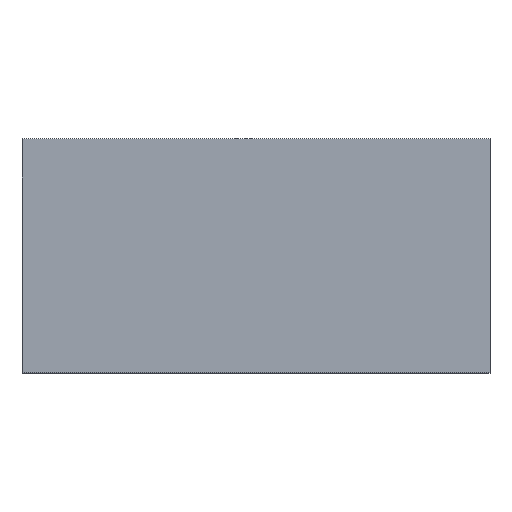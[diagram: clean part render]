
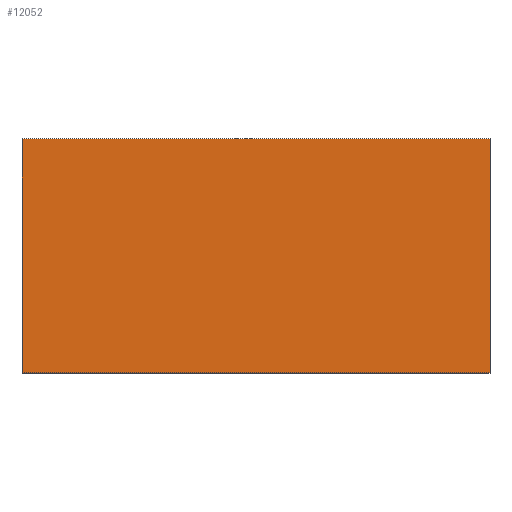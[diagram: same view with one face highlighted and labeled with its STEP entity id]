
A CAD part, top view. The second image highlights one B-rep face of the part: STEP entity #12052.
In plain terms, the highlighted planar face has unit normal (0, 0, 1).
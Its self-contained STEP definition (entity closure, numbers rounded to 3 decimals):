
#11484 = PLANE('',#11485);
#11485 = AXIS2_PLACEMENT_3D('',#11486,#11487,#11488);
#11486 = CARTESIAN_POINT('',(0.5,-0.25,0.22));
#11487 = DIRECTION('',(-1.,0.,0.));
#11488 = DIRECTION('',(0.,0.,1.));
#11509 = VERTEX_POINT('',#11510);
#11510 = CARTESIAN_POINT('',(0.5,0.25,0.22));
#11524 = PLANE('',#11525);
#11525 = AXIS2_PLACEMENT_3D('',#11526,#11527,#11528);
#11526 = CARTESIAN_POINT('',(0.5,0.25,0.22));
#11527 = DIRECTION('',(0.,-1.,0.));
#11528 = DIRECTION('',(0.,0.,-1.));
#11536 = EDGE_CURVE('',#11537,#11509,#11539,.T.);
#11537 = VERTEX_POINT('',#11538);
#11538 = CARTESIAN_POINT('',(0.5,-0.25,0.22));
#11539 = SURFACE_CURVE('',#11540,(#11544,#11551),.PCURVE_S1.);
#11540 = LINE('',#11541,#11542);
#11541 = CARTESIAN_POINT('',(0.5,-0.25,0.22));
#11542 = VECTOR('',#11543,1.);
#11543 = DIRECTION('',(0.,1.,0.));
#11544 = PCURVE('',#11484,#11545);
#11545 = DEFINITIONAL_REPRESENTATION('',(#11546),#11550);
#11546 = LINE('',#11547,#11548);
#11547 = CARTESIAN_POINT('',(0.,0.));
#11548 = VECTOR('',#11549,1.);
#11549 = DIRECTION('',(0.,1.));
#11550 = ( GEOMETRIC_REPRESENTATION_CONTEXT(2) 
PARAMETRIC_REPRESENTATION_CONTEXT() REPRESENTATION_CONTEXT('2D SPACE',''
  ) );
#11551 = PCURVE('',#11552,#11557);
#11552 = PLANE('',#11553);
#11553 = AXIS2_PLACEMENT_3D('',#11554,#11555,#11556);
#11554 = CARTESIAN_POINT('',(0.,0.,0.22));
#11555 = DIRECTION('',(0.,0.,1.));
#11556 = DIRECTION('',(1.,0.,-0.));
#11557 = DEFINITIONAL_REPRESENTATION('',(#11558),#11562);
#11558 = LINE('',#11559,#11560);
#11559 = CARTESIAN_POINT('',(0.5,-0.25));
#11560 = VECTOR('',#11561,1.);
#11561 = DIRECTION('',(0.,1.));
#11562 = ( GEOMETRIC_REPRESENTATION_CONTEXT(2) 
PARAMETRIC_REPRESENTATION_CONTEXT() REPRESENTATION_CONTEXT('2D SPACE',''
  ) );
#11578 = PLANE('',#11579);
#11579 = AXIS2_PLACEMENT_3D('',#11580,#11581,#11582);
#11580 = CARTESIAN_POINT('',(-0.5,-0.25,0.22));
#11581 = DIRECTION('',(0.,1.,0.));
#11582 = DIRECTION('',(0.,-0.,1.));
#11617 = VERTEX_POINT('',#11618);
#11618 = CARTESIAN_POINT('',(-0.5,0.25,0.22));
#11632 = PLANE('',#11633);
#11633 = AXIS2_PLACEMENT_3D('',#11634,#11635,#11636);
#11634 = CARTESIAN_POINT('',(-0.5,0.25,0.22));
#11635 = DIRECTION('',(1.,0.,0.));
#11636 = DIRECTION('',(0.,0.,-1.));
#11644 = EDGE_CURVE('',#11509,#11617,#11645,.T.);
#11645 = SURFACE_CURVE('',#11646,(#11650,#11657),.PCURVE_S1.);
#11646 = LINE('',#11647,#11648);
#11647 = CARTESIAN_POINT('',(0.5,0.25,0.22));
#11648 = VECTOR('',#11649,1.);
#11649 = DIRECTION('',(-1.,0.,0.));
#11650 = PCURVE('',#11524,#11651);
#11651 = DEFINITIONAL_REPRESENTATION('',(#11652),#11656);
#11652 = LINE('',#11653,#11654);
#11653 = CARTESIAN_POINT('',(0.,0.));
#11654 = VECTOR('',#11655,1.);
#11655 = DIRECTION('',(0.,-1.));
#11656 = ( GEOMETRIC_REPRESENTATION_CONTEXT(2) 
PARAMETRIC_REPRESENTATION_CONTEXT() REPRESENTATION_CONTEXT('2D SPACE',''
  ) );
#11657 = PCURVE('',#11552,#11658);
#11658 = DEFINITIONAL_REPRESENTATION('',(#11659),#11663);
#11659 = LINE('',#11660,#11661);
#11660 = CARTESIAN_POINT('',(0.5,0.25));
#11661 = VECTOR('',#11662,1.);
#11662 = DIRECTION('',(-1.,0.));
#11663 = ( GEOMETRIC_REPRESENTATION_CONTEXT(2) 
PARAMETRIC_REPRESENTATION_CONTEXT() REPRESENTATION_CONTEXT('2D SPACE',''
  ) );
#11693 = EDGE_CURVE('',#11694,#11537,#11696,.T.);
#11694 = VERTEX_POINT('',#11695);
#11695 = CARTESIAN_POINT('',(-0.5,-0.25,0.22));
#11696 = SURFACE_CURVE('',#11697,(#11701,#11708),.PCURVE_S1.);
#11697 = LINE('',#11698,#11699);
#11698 = CARTESIAN_POINT('',(-0.5,-0.25,0.22));
#11699 = VECTOR('',#11700,1.);
#11700 = DIRECTION('',(1.,0.,0.));
#11701 = PCURVE('',#11578,#11702);
#11702 = DEFINITIONAL_REPRESENTATION('',(#11703),#11707);
#11703 = LINE('',#11704,#11705);
#11704 = CARTESIAN_POINT('',(0.,0.));
#11705 = VECTOR('',#11706,1.);
#11706 = DIRECTION('',(0.,1.));
#11707 = ( GEOMETRIC_REPRESENTATION_CONTEXT(2) 
PARAMETRIC_REPRESENTATION_CONTEXT() REPRESENTATION_CONTEXT('2D SPACE',''
  ) );
#11708 = PCURVE('',#11552,#11709);
#11709 = DEFINITIONAL_REPRESENTATION('',(#11710),#11714);
#11710 = LINE('',#11711,#11712);
#11711 = CARTESIAN_POINT('',(-0.5,-0.25));
#11712 = VECTOR('',#11713,1.);
#11713 = DIRECTION('',(1.,0.));
#11714 = ( GEOMETRIC_REPRESENTATION_CONTEXT(2) 
PARAMETRIC_REPRESENTATION_CONTEXT() REPRESENTATION_CONTEXT('2D SPACE',''
  ) );
#12052 = ADVANCED_FACE('',(#12053),#11552,.T.);
#12053 = FACE_BOUND('',#12054,.T.);
#12054 = EDGE_LOOP('',(#12055,#12076,#12077,#12078));
#12055 = ORIENTED_EDGE('',*,*,#12056,.T.);
#12056 = EDGE_CURVE('',#11617,#11694,#12057,.T.);
#12057 = SURFACE_CURVE('',#12058,(#12062,#12069),.PCURVE_S1.);
#12058 = LINE('',#12059,#12060);
#12059 = CARTESIAN_POINT('',(-0.5,0.25,0.22));
#12060 = VECTOR('',#12061,1.);
#12061 = DIRECTION('',(0.,-1.,0.));
#12062 = PCURVE('',#11552,#12063);
#12063 = DEFINITIONAL_REPRESENTATION('',(#12064),#12068);
#12064 = LINE('',#12065,#12066);
#12065 = CARTESIAN_POINT('',(-0.5,0.25));
#12066 = VECTOR('',#12067,1.);
#12067 = DIRECTION('',(0.,-1.));
#12068 = ( GEOMETRIC_REPRESENTATION_CONTEXT(2) 
PARAMETRIC_REPRESENTATION_CONTEXT() REPRESENTATION_CONTEXT('2D SPACE',''
  ) );
#12069 = PCURVE('',#11632,#12070);
#12070 = DEFINITIONAL_REPRESENTATION('',(#12071),#12075);
#12071 = LINE('',#12072,#12073);
#12072 = CARTESIAN_POINT('',(0.,0.));
#12073 = VECTOR('',#12074,1.);
#12074 = DIRECTION('',(0.,-1.));
#12075 = ( GEOMETRIC_REPRESENTATION_CONTEXT(2) 
PARAMETRIC_REPRESENTATION_CONTEXT() REPRESENTATION_CONTEXT('2D SPACE',''
  ) );
#12076 = ORIENTED_EDGE('',*,*,#11693,.T.);
#12077 = ORIENTED_EDGE('',*,*,#11536,.T.);
#12078 = ORIENTED_EDGE('',*,*,#11644,.T.);
